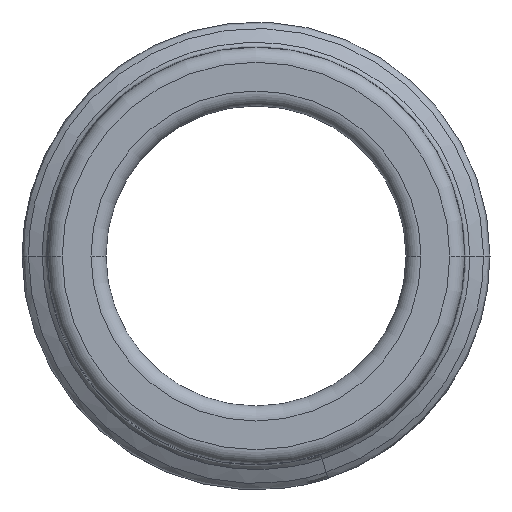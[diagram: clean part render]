
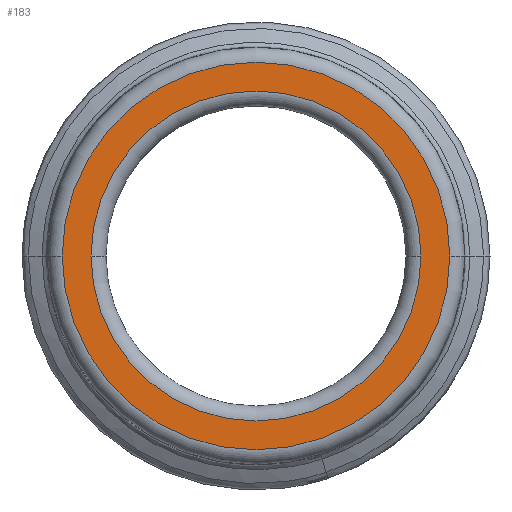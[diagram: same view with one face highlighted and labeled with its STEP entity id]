
A CAD part, front view. The second image highlights one B-rep face of the part: STEP entity #183.
In plain terms, the highlighted planar face has unit normal (0, -1, 0).
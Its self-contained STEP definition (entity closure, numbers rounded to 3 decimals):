
#100=CARTESIAN_POINT('Vertex',(6.46,-20.,0.)) ;
#107=CARTESIAN_POINT('Vertex',(-6.46,-20.,0.)) ;
#110=CARTESIAN_POINT('Axis2P3D Location',(0.,-20.,0.)) ;
#144=CARTESIAN_POINT('Axis2P3D Location',(0.,-20.,0.)) ;
#156=CARTESIAN_POINT('Axis2P3D Location',(0.,-20.,0.)) ;
#165=CARTESIAN_POINT('Axis2P3D Location',(0.,-20.,0.)) ;
#169=CARTESIAN_POINT('Vertex',(-5.5,-20.,0.)) ;
#171=CARTESIAN_POINT('Vertex',(5.5,-20.,0.)) ;
#174=CARTESIAN_POINT('Axis2P3D Location',(0.,-20.,0.)) ;
#111=DIRECTION('Axis2P3D Direction',(0.,-1.,-0.)) ;
#145=DIRECTION('Axis2P3D Direction',(-0.,-1.,0.)) ;
#157=DIRECTION('Axis2P3D Direction',(0.,-1.,0.)) ;
#158=DIRECTION('Axis2P3D XDirection',(1.,0.,0.)) ;
#166=DIRECTION('Axis2P3D Direction',(0.,-1.,0.)) ;
#175=DIRECTION('Axis2P3D Direction',(0.,-1.,0.)) ;
#112=AXIS2_PLACEMENT_3D('Circle Axis2P3D',#110,#111,$) ;
#146=AXIS2_PLACEMENT_3D('Circle Axis2P3D',#144,#145,$) ;
#159=AXIS2_PLACEMENT_3D('Plane Axis2P3D',#156,#157,#158) ;
#167=AXIS2_PLACEMENT_3D('Circle Axis2P3D',#165,#166,$) ;
#176=AXIS2_PLACEMENT_3D('Circle Axis2P3D',#174,#175,$) ;
#162=ORIENTED_EDGE('',*,*,#114,.T.) ;
#163=ORIENTED_EDGE('',*,*,#148,.T.) ;
#180=ORIENTED_EDGE('',*,*,#173,.F.) ;
#181=ORIENTED_EDGE('',*,*,#178,.F.) ;
#182=FACE_BOUND('',#179,.T.) ;
#183=ADVANCED_FACE('PartBody',(#164,#182),#160,.T.) ;
#113=CIRCLE('generated circle',#112,6.46) ;
#147=CIRCLE('generated circle',#146,6.46) ;
#168=CIRCLE('generated circle',#167,5.5) ;
#177=CIRCLE('generated circle',#176,5.5) ;
#114=EDGE_CURVE('',#101,#108,#113,.T.) ;
#148=EDGE_CURVE('',#108,#101,#147,.T.) ;
#173=EDGE_CURVE('',#170,#172,#168,.T.) ;
#178=EDGE_CURVE('',#172,#170,#177,.T.) ;
#161=EDGE_LOOP('',(#162,#163)) ;
#179=EDGE_LOOP('',(#180,#181)) ;
#164=FACE_OUTER_BOUND('',#161,.T.) ;
#160=PLANE('',#159) ;
#101=VERTEX_POINT('',#100) ;
#108=VERTEX_POINT('',#107) ;
#170=VERTEX_POINT('',#169) ;
#172=VERTEX_POINT('',#171) ;
